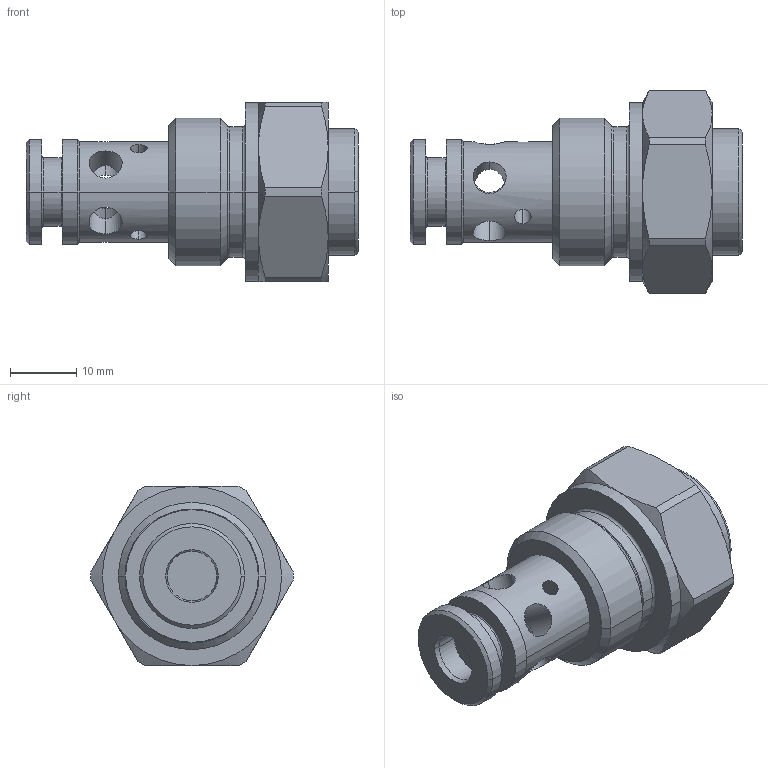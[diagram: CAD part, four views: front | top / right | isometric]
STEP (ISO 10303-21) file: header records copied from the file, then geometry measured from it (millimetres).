
FILE_DESCRIPTION((''),'2;1');
FILE_NAME('SC1F_B2_H','2011-03-14T',('tvatras'),(''),'PRO/ENGINEER BY PARAMETRIC TECHNOLOGY CORPORATION, 2010180','PRO/ENGINEER BY PARAMETRIC TECHNOLOGY CORPORATION, 2010180','');
FILE_SCHEMA(('CONFIG_CONTROL_DESIGN'));
Length unit declared in the file: millimetre
Products named in the file (1): SC1F_B2_H
Bounding box: 50.05 x 30.5 x 27 mm (x, y, z)
Volume: 15712.4 mm3; surface area: 5913.7 mm2
Topology: 1 solids, 2 shells, 142 faces, 347 edges, 207 vertices
Faces by surface type: cylinder 60, plane 42, cone 30, torus 10
Entity records: 4760 total; most frequent: CARTESIAN_POINT 1544, ORIENTED_EDGE 684, DIRECTION 631, EDGE_CURVE 344, AXIS2_PLACEMENT_3D 274, VERTEX_POINT 205, EDGE_LOOP 155, FACE_OUTER_BOUND 142
